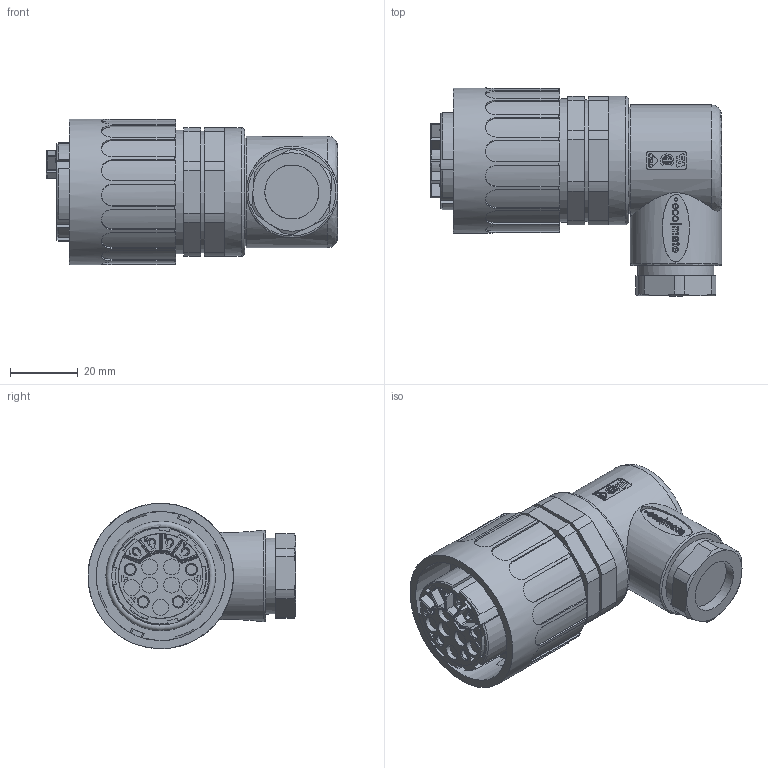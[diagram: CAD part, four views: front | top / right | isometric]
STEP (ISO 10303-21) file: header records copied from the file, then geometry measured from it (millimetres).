
FILE_DESCRIPTION(/* description */ (''),/* implementation_level */ '2;1');
FILE_NAME(/* name */ 'c016 10f014 004 2nxc001-01.stp',/* time_stamp */ '2019-07-08T08:44:42+02:00',/* author */ (''),/* organization */ (''),/* preprocessor_version */ 'ST-DEVELOPER v16.7',/* originating_system */ 'SIEMENS PLM Software NX 12.0',/* authorisation */ '');
FILE_SCHEMA (('AUTOMOTIVE_DESIGN { 1 0 10303 214 3 1 1 1 }'));
Length unit declared in the file: millimetre
Products named in the file (1): c016 10f014 004 2nxc001-01
Bounding box: 86.1 x 61.5 x 43 mm (x, y, z)
Volume: 98793.8 mm3; surface area: 21023.1 mm2
Topology: 1 solids, 1 shells, 1005 faces, 2728 edges, 1807 vertices
Faces by surface type: plane 575, cylinder 294, bspline 96, cone 23, extrusion 14, torus 3
Full cylindrical faces by diameter (mm): 1 x1, 3 x4, 4.75 x7, 16 x1, 22.5 x1, 27 x1, 31.8 x1, 33 x1, 36 x1, 36.5 x1, 38 x1, 38.2 x1, 43 x1
Entity records: 33202 total; most frequent: CARTESIAN_POINT 8966, ORIENTED_EDGE 5354, DIRECTION 4591, EDGE_CURVE 2677, VERTEX_POINT 1789, VECTOR 1661, LINE 1647, AXIS2_PLACEMENT_3D 1465
